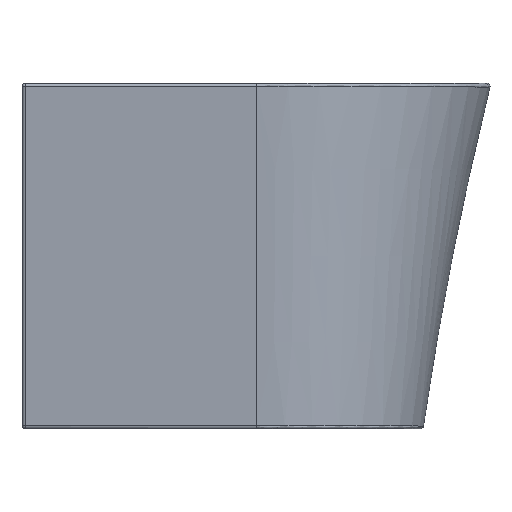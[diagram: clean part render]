
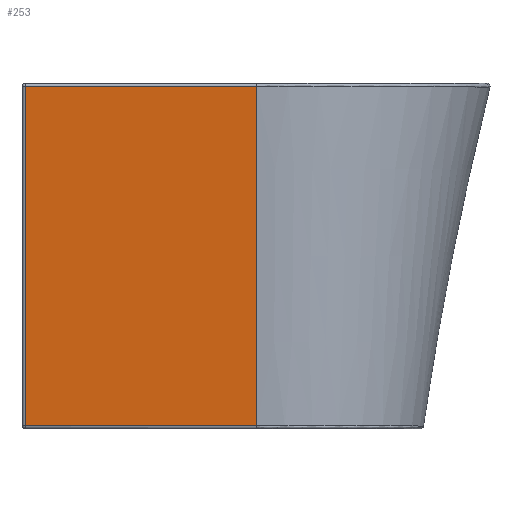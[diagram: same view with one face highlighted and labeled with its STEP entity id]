
A CAD part, left-side view. The second image highlights one B-rep face of the part: STEP entity #253.
In plain terms, the highlighted planar face has unit normal (-0.996, 0, -0.085).
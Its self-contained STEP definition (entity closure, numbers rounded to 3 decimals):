
#253=ADVANCED_FACE('',(#398),#371,.T.);
#371=PLANE('',#1852);
#398=FACE_OUTER_BOUND('',#519,.T.);
#519=EDGE_LOOP('',(#863,#864,#865,#866));
#663=LINE('',#5312,#733);
#664=LINE('',#5314,#734);
#665=LINE('',#5316,#735);
#733=VECTOR('',#2063,1.);
#734=VECTOR('',#2064,1.);
#735=VECTOR('',#2065,1.);
#863=ORIENTED_EDGE('',*,*,#1546,.T.);
#864=ORIENTED_EDGE('',*,*,#1547,.T.);
#865=ORIENTED_EDGE('',*,*,#1548,.T.);
#866=ORIENTED_EDGE('',*,*,#1541,.F.);
#1385=VERTEX_POINT('',#4803);
#1386=VERTEX_POINT('',#4804);
#1390=VERTEX_POINT('',#5313);
#1391=VERTEX_POINT('',#5315);
#1541=EDGE_CURVE('',#1385,#1386,#1771,.T.);
#1546=EDGE_CURVE('',#1385,#1390,#663,.T.);
#1547=EDGE_CURVE('',#1390,#1391,#664,.T.);
#1548=EDGE_CURVE('',#1391,#1386,#665,.T.);
#1771=B_SPLINE_CURVE_WITH_KNOTS('',3,(#4796,#4797,#4798,#4799,#4800,#4801,
#4802),.UNSPECIFIED.,.F.,.F.,(4,1,1,1,4),(0.,0.245,0.499,
0.754,1.),.UNSPECIFIED.);
#1852=AXIS2_PLACEMENT_3D('',#5317,#2066,#2067);
#2063=DIRECTION('',(0.,1.,0.));
#2064=DIRECTION('',(0.085,0.,-0.996));
#2065=DIRECTION('',(0.,-1.,0.));
#2066=DIRECTION('',(-0.996,0.,-0.085));
#2067=DIRECTION('',(-0.085,0.,0.996));
#4796=CARTESIAN_POINT('',(-799.54,0.,554.577));
#4797=CARTESIAN_POINT('',(-795.735,0.,509.718));
#4798=CARTESIAN_POINT('',(-787.972,0.,418.192));
#4799=CARTESIAN_POINT('',(-776.25,0.,280.));
#4800=CARTESIAN_POINT('',(-764.504,0.,141.526));
#4801=CARTESIAN_POINT('',(-756.717,0.,49.718));
#4802=CARTESIAN_POINT('',(-752.888,0.,4.577));
#4803=CARTESIAN_POINT('',(-799.54,0.,554.577));
#4804=CARTESIAN_POINT('',(-752.888,0.,4.577));
#5312=CARTESIAN_POINT('',(-799.54,1180.,554.577));
#5313=CARTESIAN_POINT('',(-799.54,375.,554.577));
#5314=CARTESIAN_POINT('',(-800.,375.,560.));
#5315=CARTESIAN_POINT('',(-752.888,375.,4.577));
#5316=CARTESIAN_POINT('',(-752.888,1180.,4.577));
#5317=CARTESIAN_POINT('',(-800.,1180.,560.));
